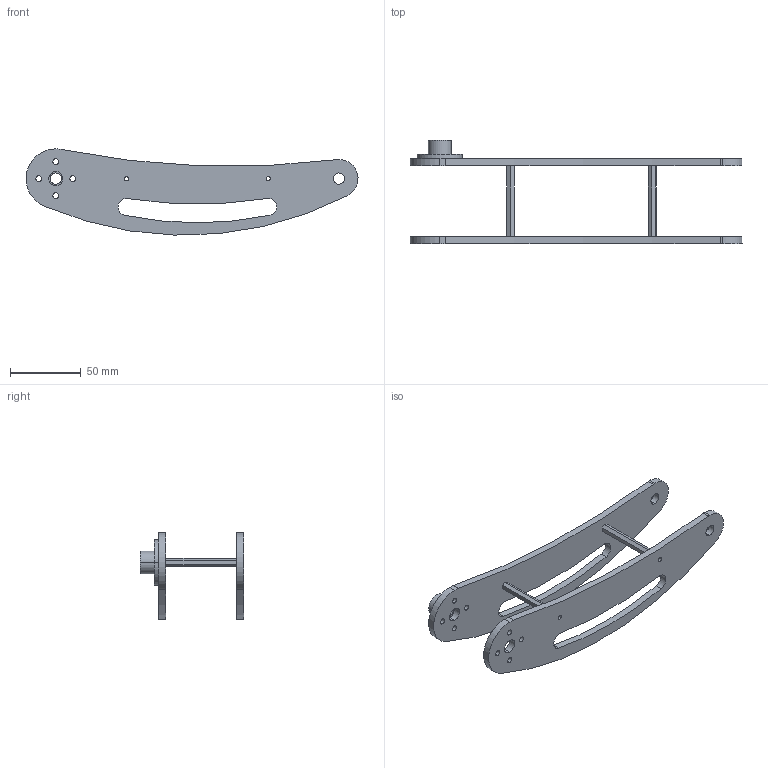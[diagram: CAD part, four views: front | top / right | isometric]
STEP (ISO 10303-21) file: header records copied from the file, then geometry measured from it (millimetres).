
FILE_DESCRIPTION (( 'STEP AP203' ), '1' );
FILE_NAME ('Link2_Default_sldprt.STEP', '2024-10-18T06:09:04', ( '' ), ( '' ), 'SwSTEP 2.0', 'SolidWorks 2023', '' );
FILE_SCHEMA (( 'CONFIG_CONTROL_DESIGN' ));
Length unit declared in the file: millimetre
Products named in the file (1): Link2_Default_sldprt
Bounding box: 234.45 x 73 x 60.87 mm (x, y, z)
Volume: 89037.8 mm3; surface area: 47819.9 mm2
Topology: 5 solids, 5 shells, 97 faces, 258 edges, 172 vertices
Faces by surface type: cylinder 74, plane 23
Entity records: 3269 total; most frequent: DIRECTION 602, CARTESIAN_POINT 528, ORIENTED_EDGE 516, EDGE_CURVE 258, AXIS2_PLACEMENT_3D 246, VERTEX_POINT 172, EDGE_LOOP 148, CIRCLE 148
